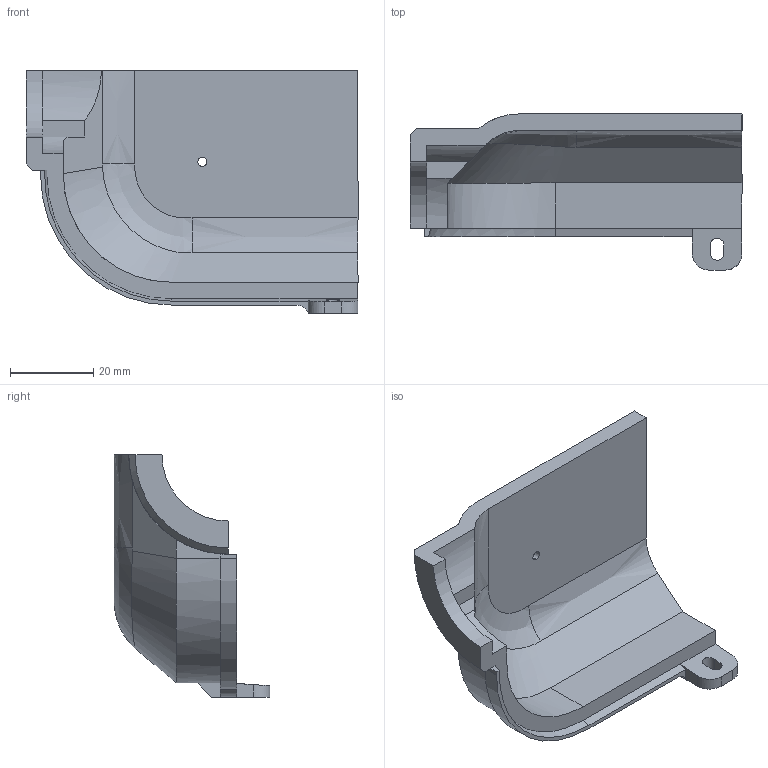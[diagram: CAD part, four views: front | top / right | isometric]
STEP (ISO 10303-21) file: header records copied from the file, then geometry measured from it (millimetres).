
FILE_DESCRIPTION (( 'STEP AP203' ), '1' );
FILE_NAME ('Body_Top_4.STEP', '2024-10-28T17:08:46', ( '' ), ( '' ), 'SwSTEP 2.0', 'SolidWorks 2023', '' );
FILE_SCHEMA (( 'CONFIG_CONTROL_DESIGN' ));
Length unit declared in the file: millimetre
Products named in the file (1): Body_Top_4
Bounding box: 80 x 37.5 x 58.5 mm (x, y, z)
Volume: 23547.3 mm3; surface area: 13399.5 mm2
Topology: 1 solids, 1 shells, 56 faces, 157 edges, 103 vertices
Faces by surface type: plane 28, cylinder 14, bspline 10, cone 4
Entity records: 3229 total; most frequent: CARTESIAN_POINT 1783, ORIENTED_EDGE 314, DIRECTION 248, EDGE_CURVE 157, VERTEX_POINT 103, LINE 84, VECTOR 84, AXIS2_PLACEMENT_3D 82
